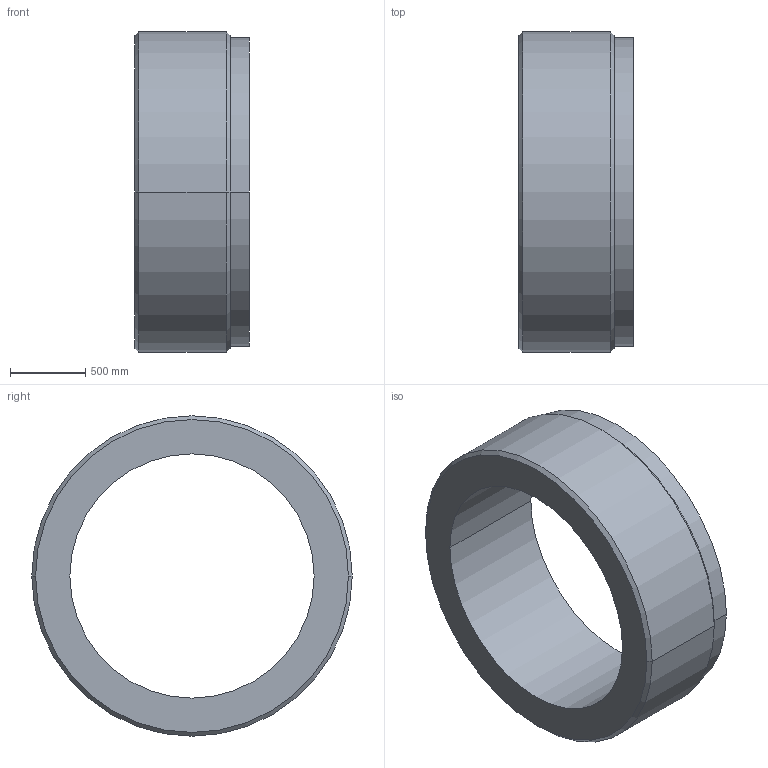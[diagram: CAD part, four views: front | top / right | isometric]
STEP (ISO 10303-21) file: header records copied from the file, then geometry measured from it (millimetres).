
FILE_DESCRIPTION((''),'2;1');
FILE_NAME('BEARING_ONE','2023-11-27T12:27:43',('Pebblin'),(''),'CREO PARAMETRIC BY PTC INC, 2023073','CREO PARAMETRIC BY PTC INC, 2023073','');
FILE_SCHEMA(('CONFIG_CONTROL_DESIGN'));
Length unit declared in the file: inch
Products named in the file (1): BEARING_ONE
Bounding box: 762 x 2133.6 x 2133.6 mm (x, y, z)
Volume: 1106744564.3 mm3; surface area: 11767286.9 mm2
Topology: 1 solids, 1 shells, 13 faces, 26 edges, 16 vertices
Faces by surface type: cylinder 6, cone 4, plane 3
Entity records: 388 total; most frequent: DIRECTION 68, CARTESIAN_POINT 55, ORIENTED_EDGE 52, AXIS2_PLACEMENT_3D 29, EDGE_CURVE 26, VERTEX_POINT 16, EDGE_LOOP 16, CIRCLE 16
